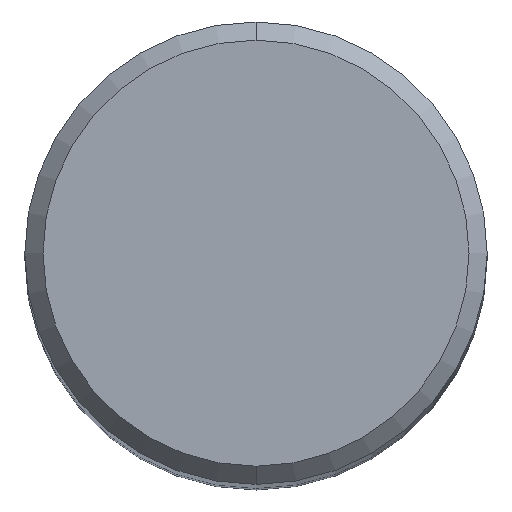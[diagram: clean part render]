
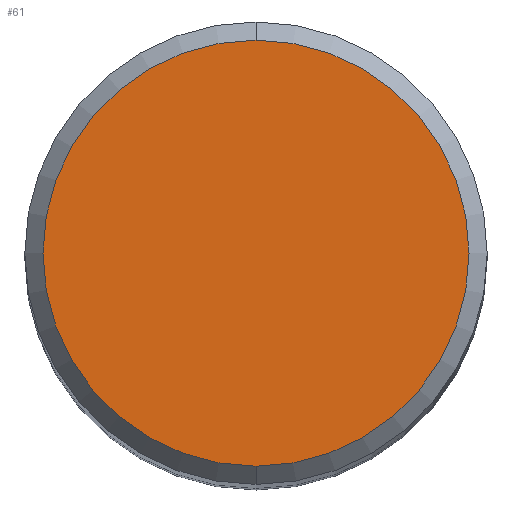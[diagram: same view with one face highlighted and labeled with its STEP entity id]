
A CAD part, top view. The second image highlights one B-rep face of the part: STEP entity #61.
In plain terms, the highlighted planar face has unit normal (0, 0, 1).
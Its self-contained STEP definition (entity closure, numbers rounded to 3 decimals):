
#49=PLANE('',#314);
#61=ADVANCED_FACE('',(#77),#49,.F.);
#77=FACE_OUTER_BOUND('',#89,.T.);
#89=EDGE_LOOP('',(#128,#129));
#128=ORIENTED_EDGE('',*,*,#161,.F.);
#129=ORIENTED_EDGE('',*,*,#159,.F.);
#140=VERTEX_POINT('',#454);
#141=VERTEX_POINT('',#456);
#159=EDGE_CURVE('',#140,#141,#175,.T.);
#161=EDGE_CURVE('',#141,#140,#176,.T.);
#175=CIRCLE('',#310,5.85);
#176=CIRCLE('',#312,5.85);
#310=AXIS2_PLACEMENT_3D('',#455,#390,#391);
#312=AXIS2_PLACEMENT_3D('',#459,#395,#396);
#314=AXIS2_PLACEMENT_3D('',#461,#399,#400);
#390=DIRECTION('',(0.,0.,-1.));
#391=DIRECTION('',(0.,-1.,0.));
#395=DIRECTION('',(0.,0.,-1.));
#396=DIRECTION('',(0.,1.,0.));
#399=DIRECTION('',(0.,0.,-1.));
#400=DIRECTION('',(0.,1.,0.));
#454=CARTESIAN_POINT('',(0.,-5.85,88.9));
#455=CARTESIAN_POINT('',(0.,0.,88.9));
#456=CARTESIAN_POINT('',(0.,5.85,88.9));
#459=CARTESIAN_POINT('',(0.,0.,88.9));
#461=CARTESIAN_POINT('',(0.,0.,88.9));
